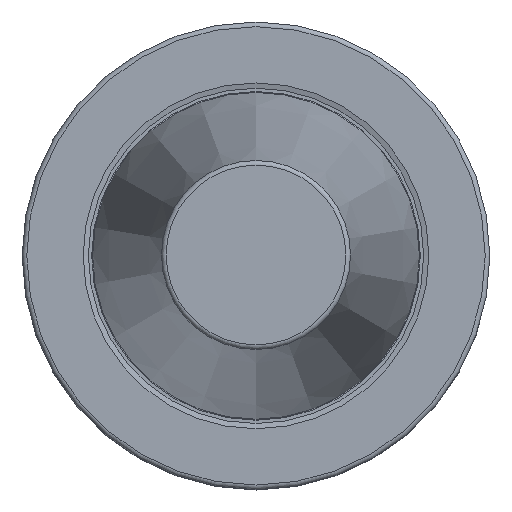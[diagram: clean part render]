
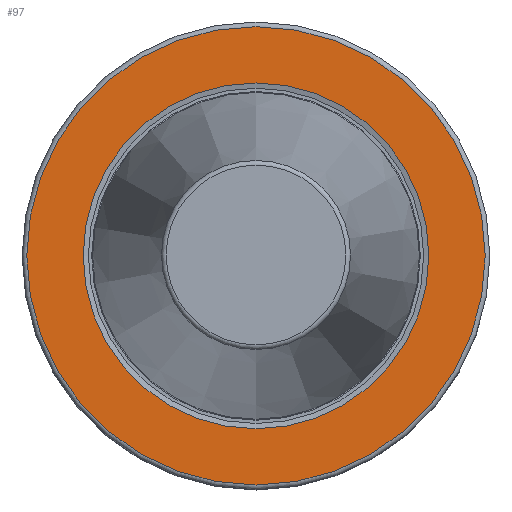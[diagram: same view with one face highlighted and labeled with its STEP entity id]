
A CAD part, top view. The second image highlights one B-rep face of the part: STEP entity #97.
In plain terms, the highlighted planar face has unit normal (0, 0, 1).
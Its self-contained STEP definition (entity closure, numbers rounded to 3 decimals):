
#63=FACE_BOUND('',#135,.T.);
#64=FACE_BOUND('',#136,.T.);
#97=ADVANCED_FACE('',(#63,#64),#113,.T.);
#113=PLANE('',#285);
#135=EDGE_LOOP('',(#177));
#136=EDGE_LOOP('',(#178));
#177=ORIENTED_EDGE('',*,*,#233,.T.);
#178=ORIENTED_EDGE('',*,*,#232,.F.);
#211=VERTEX_POINT('',#422);
#212=VERTEX_POINT('',#425);
#232=EDGE_CURVE('',#211,#211,#253,.T.);
#233=EDGE_CURVE('',#212,#212,#254,.T.);
#253=CIRCLE('',#282,36.95);
#254=CIRCLE('',#284,48.987);
#282=AXIS2_PLACEMENT_3D('',#421,#341,#342);
#284=AXIS2_PLACEMENT_3D('',#424,#345,#346);
#285=AXIS2_PLACEMENT_3D('',#426,#347,#348);
#341=DIRECTION('',(0.,0.,1.0));
#342=DIRECTION('',(0.0,-1.0,0.));
#345=DIRECTION('',(0.,0.,1.0));
#346=DIRECTION('',(0.0,-1.0,0.));
#347=DIRECTION('',(0.,0.,1.0));
#348=DIRECTION('',(0.0,-1.0,0.));
#421=CARTESIAN_POINT('',(0.,0.,-1.5));
#422=CARTESIAN_POINT('',(0.,-36.95,-1.5));
#424=CARTESIAN_POINT('',(0.,0.,-1.5));
#425=CARTESIAN_POINT('',(0.,-48.987,-1.5));
#426=CARTESIAN_POINT('',(12.638,34.722,-1.5));
